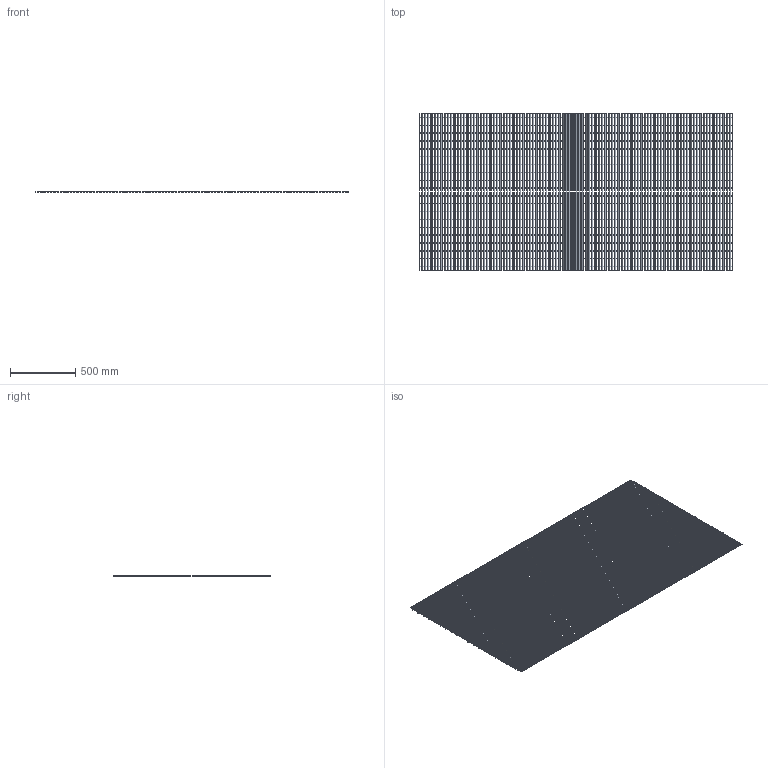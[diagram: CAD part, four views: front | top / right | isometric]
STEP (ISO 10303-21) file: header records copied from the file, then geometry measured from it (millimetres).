
FILE_DESCRIPTION(/* description */ ('Rete 60x11 BASE'),/* implementation_level */ '2;1');
FILE_NAME(/* name */ 'R60Z.stp',/* time_stamp */ '2022-06-21T14:17:16+02:00',/* author */ ('stefan.nesic'),/* organization */ (''),/* preprocessor_version */ 'ST-DEVELOPER v18.1',/* originating_system */ 'Autodesk Inventor 2021',/* authorisation */ '');
FILE_SCHEMA (('AUTOMOTIVE_DESIGN { 1 0 10303 214 3 1 1 }'));
Length unit declared in the file: millimetre
Products named in the file (1): R60Z-BASE
Bounding box: 2400 x 1200 x 5.89 mm (x, y, z)
Volume: 2188433.4 mm3; surface area: 2921275.9 mm2
Topology: 238 solids, 238 shells, 714 faces, 5074 edges, 4836 vertices
Faces by surface type: plane 476, cylinder 238
Full cylindrical faces by diameter (mm): 3 x238
Entity records: 52138 total; most frequent: CARTESIAN_POINT 10625, ORIENTED_EDGE 10148, DIRECTION 6980, EDGE_CURVE 5074, VERTEX_POINT 4836, LINE 4598, VECTOR 4598, AXIS2_PLACEMENT_3D 1191
